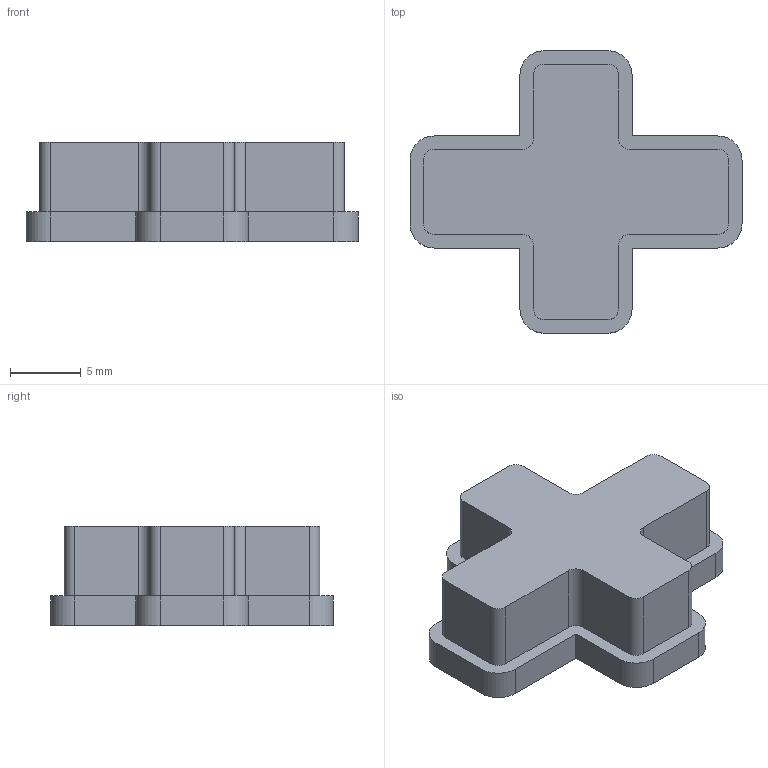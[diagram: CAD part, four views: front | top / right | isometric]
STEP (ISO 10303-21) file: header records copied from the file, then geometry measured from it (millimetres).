
FILE_DESCRIPTION(('FreeCAD Model'),'2;1');
FILE_NAME('Open CASCADE Shape Model','2024-01-27T13:46:36',(''),(''), 'Open CASCADE STEP processor 7.6','FreeCAD','Unknown');
FILE_SCHEMA(('AUTOMOTIVE_DESIGN { 1 0 10303 214 1 1 1 1 }'));
Length unit declared in the file: millimetre
Products named in the file (1): Pad001
Bounding box: 23.4 x 19.9 x 7 mm (x, y, z)
Volume: 1559.4 mm3; surface area: 1087.2 mm2
Topology: 1 solids, 1 shells, 48 faces, 156 edges, 112 vertices
Faces by surface type: plane 28, cylinder 20
Entity records: 1786 total; most frequent: CARTESIAN_POINT 317, ORIENTED_EDGE 312, DIRECTION 306, EDGE_CURVE 156, VERTEX_POINT 112, LINE 104, VECTOR 104, AXIS2_PLACEMENT_3D 101
